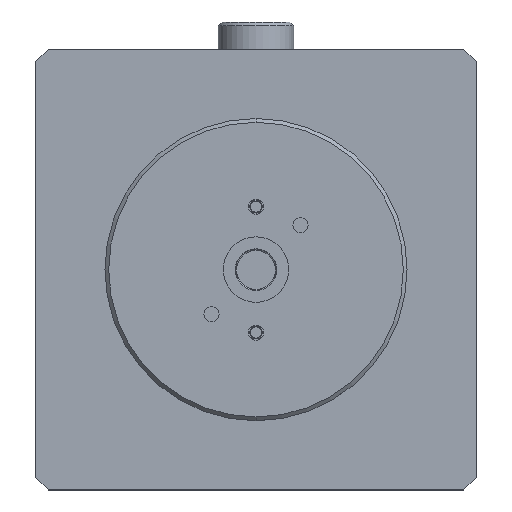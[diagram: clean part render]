
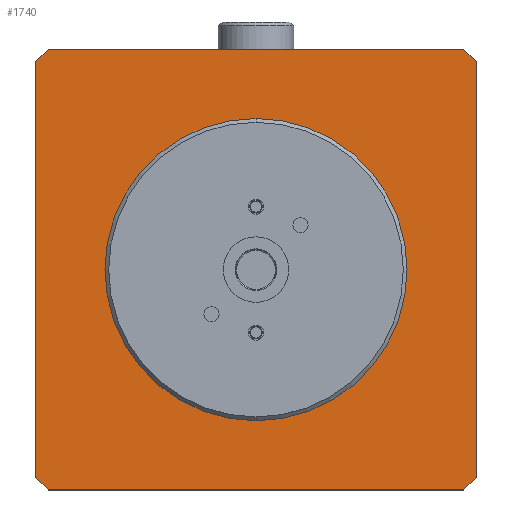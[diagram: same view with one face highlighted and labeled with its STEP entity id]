
A CAD part, top view. The second image highlights one B-rep face of the part: STEP entity #1740.
In plain terms, the highlighted planar face has unit normal (0, 0, 1).
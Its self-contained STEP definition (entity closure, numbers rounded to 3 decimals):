
#880=CARTESIAN_POINT('',(17.5,17.5,1.5));
#890=DIRECTION('',(0.,0.,1.));
#900=DIRECTION('',(1.,0.,0.));
#910=AXIS2_PLACEMENT_3D('',#880,#890,#900);
#920=PLANE('',#910);
#930=CARTESIAN_POINT('',(17.5,17.5,1.5));
#940=DIRECTION('',(0.,0.,1.));
#950=DIRECTION('',(1.,0.,0.));
#960=AXIS2_PLACEMENT_3D('',#930,#940,#950);
#970=CIRCLE('',#960,12.);
#980=CARTESIAN_POINT('',(29.5,17.5,1.5));
#990=VERTEX_POINT('',#980);
#1000=CARTESIAN_POINT('',(5.5,17.5,1.5));
#1010=VERTEX_POINT('',#1000);
#1020=EDGE_CURVE('',#990,#1010,#970,.T.);
#1030=ORIENTED_EDGE('',*,*,#1020,.F.);
#1040=EDGE_CURVE('',#1010,#990,#970,.T.);
#1050=ORIENTED_EDGE('',*,*,#1040,.F.);
#1060=EDGE_LOOP('',(#1050,#1030));
#1070=FACE_BOUND('',#1060,.T.);
#1080=CARTESIAN_POINT('',(1.,0.,1.5));
#1090=DIRECTION('',(-0.707,0.707,0.));
#1100=VECTOR('',#1090,1.);
#1110=LINE('',#1080,#1100);
#1120=CARTESIAN_POINT('',(1.,0.,1.5));
#1130=VERTEX_POINT('',#1120);
#1140=CARTESIAN_POINT('',(0.,1.,1.5));
#1150=VERTEX_POINT('',#1140);
#1160=EDGE_CURVE('',#1130,#1150,#1110,.T.);
#1170=ORIENTED_EDGE('',*,*,#1160,.F.);
#1180=CARTESIAN_POINT('',(0.,0.,1.5));
#1190=DIRECTION('',(0.,1.,0.));
#1200=VECTOR('',#1190,1.);
#1210=LINE('',#1180,#1200);
#1220=CARTESIAN_POINT('',(0.,34.,1.5));
#1230=VERTEX_POINT('',#1220);
#1240=EDGE_CURVE('',#1150,#1230,#1210,.T.);
#1250=ORIENTED_EDGE('',*,*,#1240,.F.);
#1260=CARTESIAN_POINT('',(-34.,0.,1.5));
#1270=DIRECTION('',(-0.707,-0.707,0.));
#1280=VECTOR('',#1270,1.);
#1290=LINE('',#1260,#1280);
#1300=CARTESIAN_POINT('',(1.,35.,1.5));
#1310=VERTEX_POINT('',#1300);
#1320=EDGE_CURVE('',#1310,#1230,#1290,.T.);
#1330=ORIENTED_EDGE('',*,*,#1320,.T.);
#1340=CARTESIAN_POINT('',(0.,35.,1.5));
#1350=DIRECTION('',(1.,0.,0.));
#1360=VECTOR('',#1350,1.);
#1370=LINE('',#1340,#1360);
#1380=CARTESIAN_POINT('',(34.,35.,1.5));
#1390=VERTEX_POINT('',#1380);
#1400=EDGE_CURVE('',#1310,#1390,#1370,.T.);
#1410=ORIENTED_EDGE('',*,*,#1400,.F.);
#1420=CARTESIAN_POINT('',(69.,0.,1.5));
#1430=DIRECTION('',(0.707,-0.707,0.));
#1440=VECTOR('',#1430,1.);
#1450=LINE('',#1420,#1440);
#1460=CARTESIAN_POINT('',(35.,34.,1.5));
#1470=VERTEX_POINT('',#1460);
#1480=EDGE_CURVE('',#1390,#1470,#1450,.T.);
#1490=ORIENTED_EDGE('',*,*,#1480,.F.);
#1500=CARTESIAN_POINT('',(35.,0.,1.5));
#1510=DIRECTION('',(0.,-1.,0.));
#1520=VECTOR('',#1510,1.);
#1530=LINE('',#1500,#1520);
#1540=CARTESIAN_POINT('',(35.,1.,1.5));
#1550=VERTEX_POINT('',#1540);
#1560=EDGE_CURVE('',#1470,#1550,#1530,.T.);
#1570=ORIENTED_EDGE('',*,*,#1560,.F.);
#1580=CARTESIAN_POINT('',(34.,0.,1.5));
#1590=DIRECTION('',(-0.707,-0.707,0.));
#1600=VECTOR('',#1590,1.);
#1610=LINE('',#1580,#1600);
#1620=CARTESIAN_POINT('',(34.,0.,1.5));
#1630=VERTEX_POINT('',#1620);
#1640=EDGE_CURVE('',#1550,#1630,#1610,.T.);
#1650=ORIENTED_EDGE('',*,*,#1640,.F.);
#1660=CARTESIAN_POINT('',(0.,0.,1.5));
#1670=DIRECTION('',(-1.,0.,0.));
#1680=VECTOR('',#1670,1.);
#1690=LINE('',#1660,#1680);
#1700=EDGE_CURVE('',#1630,#1130,#1690,.T.);
#1710=ORIENTED_EDGE('',*,*,#1700,.F.);
#1720=EDGE_LOOP('',(#1710,#1650,#1570,#1490,#1410,#1330,#1250,#1170));
#1730=FACE_OUTER_BOUND('',#1720,.T.);
#1740=ADVANCED_FACE('',(#1070,#1730),#920,.T.);
